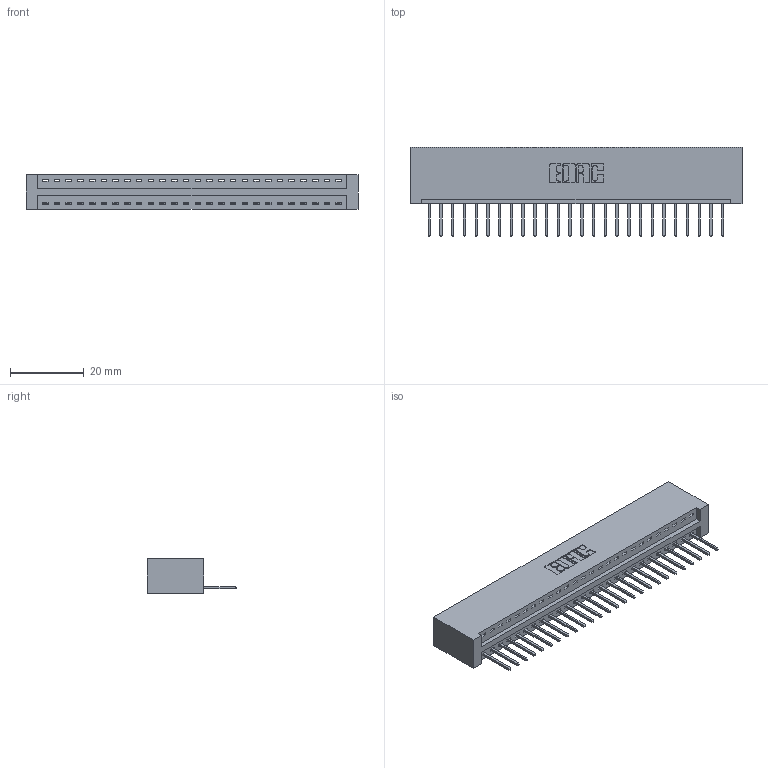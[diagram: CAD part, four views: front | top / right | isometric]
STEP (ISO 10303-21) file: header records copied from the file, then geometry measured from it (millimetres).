
FILE_DESCRIPTION (( 'STEP AP203' ), '1' );
FILE_NAME ('396-026-526-101.STEP', '2019-10-27T07:13:34', ( '' ), ( '' ), 'SwSTEP 2.0', 'SolidWorks 2016', '' );
FILE_SCHEMA (( 'CONFIG_CONTROL_DESIGN' ));
Length unit declared in the file: inch
Products named in the file (3): 346 Part_No Mounting Lugs; 396-026-526-101; 345-292-001_345-293-126
Assembly tree (27 placements, depth 2):
  396-026-526-101
    346 Part_No Mounting Lugs
    345-292-001_345-293-126  x26
Bounding box: 89.79 x 24.13 x 9.4 mm (x, y, z)
Volume: 9013.3 mm3; surface area: 11142.5 mm2
Topology: 27 solids, 27 shells, 1622 faces, 4881 edges, 3218 vertices
Faces by surface type: plane 1112, cylinder 510
Entity records: 18031 total; most frequent: CARTESIAN_POINT 3102, ORIENTED_EDGE 3062, DIRECTION 2751, EDGE_CURVE 1531, VECTOR 1303, LINE 1303, VERTEX_POINT 1018, AXIS2_PLACEMENT_3D 724
